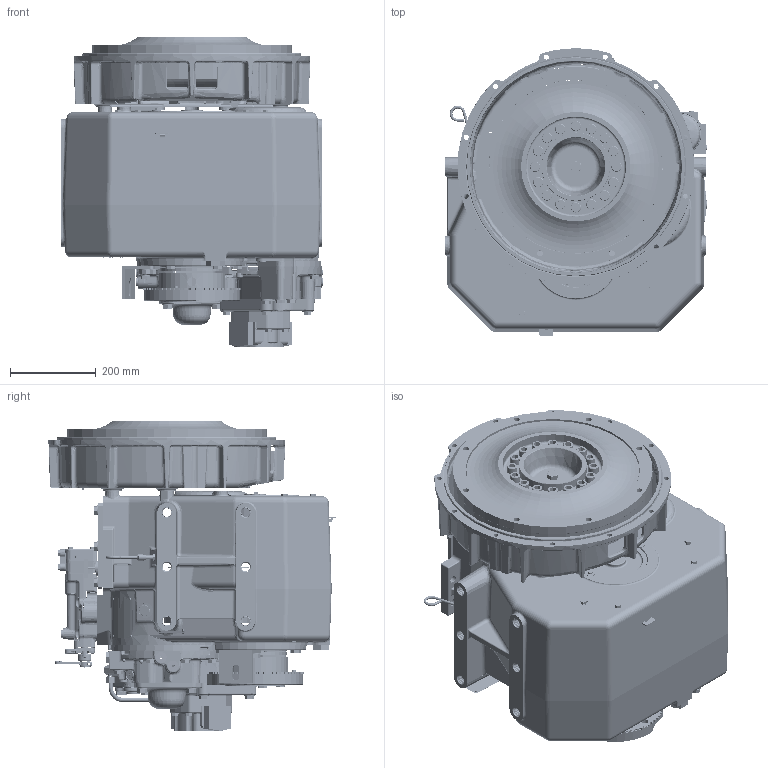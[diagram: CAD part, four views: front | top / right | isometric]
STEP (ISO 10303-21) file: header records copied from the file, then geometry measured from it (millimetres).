
FILE_DESCRIPTION (( 'STEP AP214' ), '1' );
FILE_NAME ('1027905.STEP', '2014-09-19T13:06:38', ( '' ), ( '' ), 'SwSTEP 2.0', 'SolidWorks 2010', '' );
FILE_SCHEMA (( 'AUTOMOTIVE_DESIGN' ));
Length unit declared in the file: millimetre
Products named in the file (1): 1027905
Bounding box: 610.71 x 670.74 x 722.31 mm (x, y, z)
Surface area: 4277695.1 mm2 (no closed solid volume)
Topology: 0 solids, 1868 shells, 9841 faces, 42655 edges, 33539 vertices
Faces by surface type: plane 5595, cylinder 1746, bspline 1104, cone 668, torus 543, sphere 185
Entity records: 622934 total; most frequent: CARTESIAN_POINT 184881, DIRECTION 64765, ORIENTED_EDGE 57771, EDGE_CURVE 42474, VERTEX_POINT 33508, LINE 25979, VECTOR 25979, AXIS2_PLACEMENT_3D 19393
